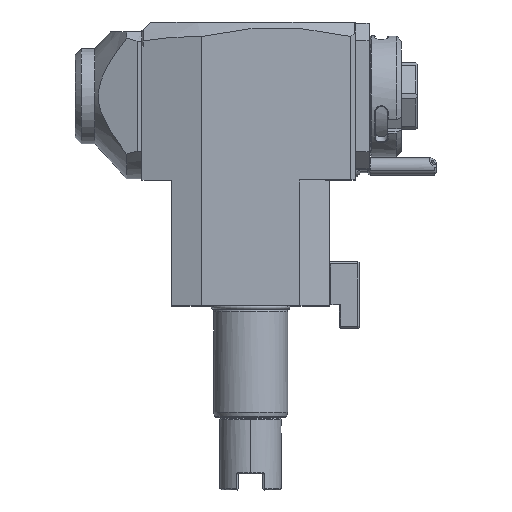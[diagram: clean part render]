
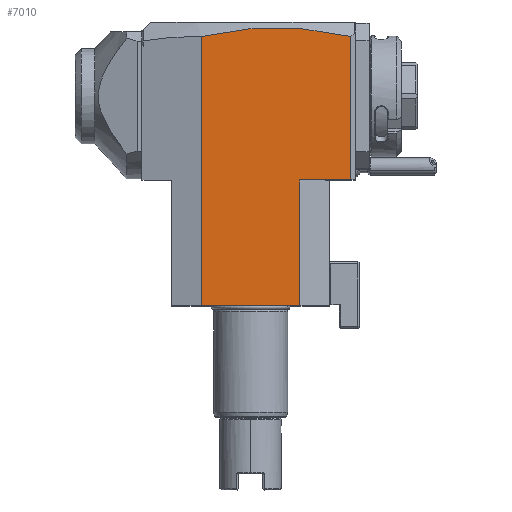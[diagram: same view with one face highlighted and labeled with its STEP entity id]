
A CAD part, top view. The second image highlights one B-rep face of the part: STEP entity #7010.
In plain terms, the highlighted planar face has unit normal (0, 0, 1).
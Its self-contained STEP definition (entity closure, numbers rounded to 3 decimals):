
#17=DIRECTION('',(-1.,0.,0.));
#18=VECTOR('',#17,40.);
#19=CARTESIAN_POINT('',(20.,0.,32.));
#20=LINE('',#19,#18);
#185=DIRECTION('',(-1.,0.,0.));
#186=VECTOR('',#185,20.5);
#187=CARTESIAN_POINT('',(40.5,51.,32.));
#188=LINE('',#187,#186);
#189=CARTESIAN_POINT('',(40.5,109.133,32.));
#190=CARTESIAN_POINT('',(35.458,110.345,32.));
#191=CARTESIAN_POINT('',(25.373,112.145,32.));
#192=CARTESIAN_POINT('',(10.247,113.032,32.));
#193=CARTESIAN_POINT('',(-4.877,112.124,32.));
#194=CARTESIAN_POINT('',(-14.959,110.311,32.));
#195=CARTESIAN_POINT('',(-20.,109.092,32.));
#201=DIRECTION('',(0.,1.,0.));
#202=VECTOR('',#201,58.133);
#203=CARTESIAN_POINT('',(40.5,51.,32.));
#204=LINE('',#203,#202);
#428=DIRECTION('',(0.,-1.,0.));
#429=VECTOR('',#428,109.092);
#430=CARTESIAN_POINT('',(-20.,109.092,32.));
#431=LINE('',#430,#429);
#3604=DIRECTION('',(0.,1.,0.));
#3605=VECTOR('',#3604,51.);
#3606=CARTESIAN_POINT('',(20.,0.,32.));
#3607=LINE('',#3606,#3605);
#6324=VERTEX_POINT('',#189);
#6325=VERTEX_POINT('',#195);
#6698=CARTESIAN_POINT('',(40.5,51.,32.));
#6699=VERTEX_POINT('',#6698);
#6712=CARTESIAN_POINT('',(20.,0.,32.));
#6713=VERTEX_POINT('',#6712);
#6714=CARTESIAN_POINT('',(-20.,0.,32.));
#6715=VERTEX_POINT('',#6714);
#6911=CARTESIAN_POINT('',(20.,51.,32.));
#6912=VERTEX_POINT('',#6911);
#6993=CARTESIAN_POINT('',(-35.103,51.,32.));
#6994=DIRECTION('',(0.,0.,1.));
#6995=DIRECTION('',(1.,0.,0.));
#6996=AXIS2_PLACEMENT_3D('',#6993,#6994,#6995);
#6997=PLANE('',#6996);
#6999=ORIENTED_EDGE('',*,*,#6998,.F.);
#7000=ORIENTED_EDGE('',*,*,#6975,.T.);
#7002=ORIENTED_EDGE('',*,*,#7001,.F.);
#7003=ORIENTED_EDGE('',*,*,#6928,.T.);
#7005=ORIENTED_EDGE('',*,*,#7004,.F.);
#7007=ORIENTED_EDGE('',*,*,#7006,.F.);
#7008=EDGE_LOOP('',(#6999,#7000,#7002,#7003,#7005,#7007));
#7009=FACE_OUTER_BOUND('',#7008,.F.);
#196=B_SPLINE_CURVE_WITH_KNOTS('',3,(#189,#190,#191,#192,#193,#194,#195),
.UNSPECIFIED.,.F.,.F.,(4,1,1,1,4),(0.,0.25,0.5,0.75,1.),
.UNSPECIFIED.);
#6928=EDGE_CURVE('',#6713,#6715,#20,.T.);
#6975=EDGE_CURVE('',#6699,#6912,#188,.T.);
#6998=EDGE_CURVE('',#6699,#6324,#204,.T.);
#7001=EDGE_CURVE('',#6713,#6912,#3607,.T.);
#7004=EDGE_CURVE('',#6325,#6715,#431,.T.);
#7006=EDGE_CURVE('',#6324,#6325,#196,.T.);
#7010=ADVANCED_FACE('',(#7009),#6997,.T.);
